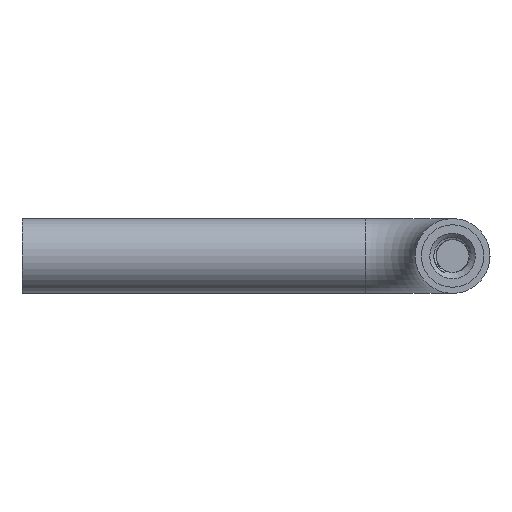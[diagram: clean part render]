
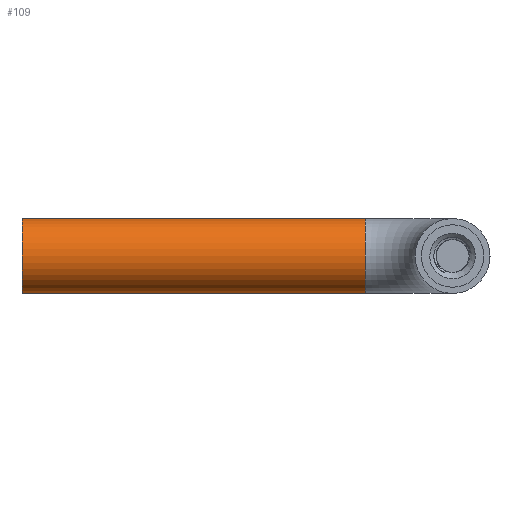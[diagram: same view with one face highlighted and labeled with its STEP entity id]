
A CAD part, front view. The second image highlights one B-rep face of the part: STEP entity #109.
In plain terms, the highlighted cylindrical face has radius 6 mm (diameter 12 mm), a full revolution.
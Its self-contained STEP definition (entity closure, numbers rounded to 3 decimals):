
#109=ADVANCED_FACE('',(#140,#141),#132,.T.);
#132=CYLINDRICAL_SURFACE('',#372,6.);
#140=FACE_BOUND('',#158,.T.);
#141=FACE_BOUND('',#159,.T.);
#158=EDGE_LOOP('',(#190));
#159=EDGE_LOOP('',(#191));
#190=ORIENTED_EDGE('',*,*,#310,.T.);
#191=ORIENTED_EDGE('',*,*,#311,.F.);
#278=VERTEX_POINT('',#475);
#279=VERTEX_POINT('',#477);
#310=EDGE_CURVE('',#278,#278,#354,.T.);
#311=EDGE_CURVE('',#279,#279,#355,.T.);
#354=CIRCLE('',#370,6.);
#355=CIRCLE('',#371,6.);
#370=AXIS2_PLACEMENT_3D('',#474,#406,#407);
#371=AXIS2_PLACEMENT_3D('',#476,#408,#409);
#372=AXIS2_PLACEMENT_3D('',#478,#410,#411);
#406=DIRECTION('',(-1.,0.,0.));
#407=DIRECTION('',(0.,-1.,0.));
#408=DIRECTION('',(-1.,0.,0.));
#409=DIRECTION('',(0.,-1.,0.));
#410=DIRECTION('',(-1.,0.,0.));
#411=DIRECTION('',(0.,0.,1.));
#474=CARTESIAN_POINT('',(55.,-6.,0.));
#475=CARTESIAN_POINT('',(55.,-12.,0.));
#476=CARTESIAN_POINT('',(0.,-6.,0.));
#477=CARTESIAN_POINT('',(0.,-12.,0.));
#478=CARTESIAN_POINT('',(55.,-6.,0.));
